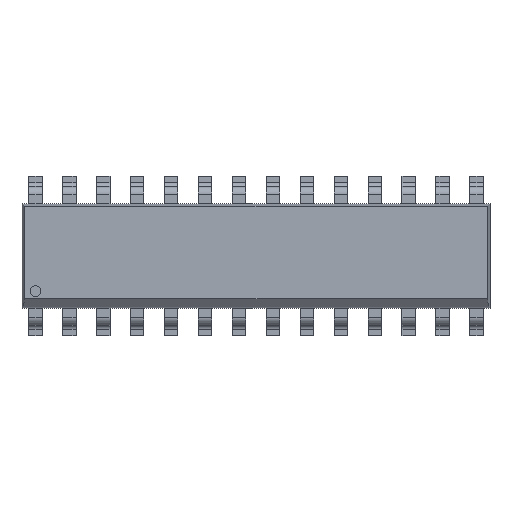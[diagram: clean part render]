
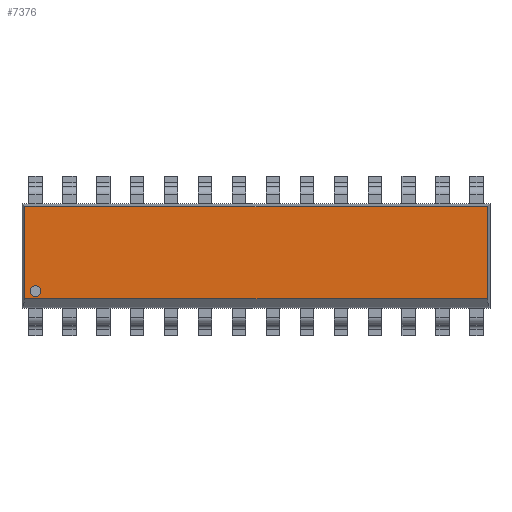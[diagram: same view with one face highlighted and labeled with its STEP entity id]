
A CAD part, top view. The second image highlights one B-rep face of the part: STEP entity #7376.
In plain terms, the highlighted planar face has unit normal (0, 0, 1).
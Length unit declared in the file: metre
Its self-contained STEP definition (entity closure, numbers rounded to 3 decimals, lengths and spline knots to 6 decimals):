
#415=CIRCLE('',#8373,0.0002);
#2449=ORIENTED_EDGE('',*,*,#3519,.T.);
#2450=ORIENTED_EDGE('',*,*,#3520,.T.);
#2451=ORIENTED_EDGE('',*,*,#3521,.T.);
#2452=ORIENTED_EDGE('',*,*,#3522,.T.);
#2453=ORIENTED_EDGE('',*,*,#3523,.T.);
#3519=EDGE_CURVE('',#4220,#4220,#415,.F.);
#3520=EDGE_CURVE('',#4221,#4222,#5028,.T.);
#3521=EDGE_CURVE('',#4222,#4223,#5029,.T.);
#3522=EDGE_CURVE('',#4223,#4224,#5030,.T.);
#3523=EDGE_CURVE('',#4224,#4221,#5031,.T.);
#4220=VERTEX_POINT('',#12657);
#4221=VERTEX_POINT('',#12659);
#4222=VERTEX_POINT('',#12660);
#4223=VERTEX_POINT('',#12662);
#4224=VERTEX_POINT('',#12664);
#5028=LINE('',#12658,#5843);
#5029=LINE('',#12661,#5844);
#5030=LINE('',#12663,#5845);
#5031=LINE('',#12665,#5846);
#5843=VECTOR('',#10485,1.);
#5844=VECTOR('',#10486,1.);
#5845=VECTOR('',#10487,1.);
#5846=VECTOR('',#10488,1.);
#6258=EDGE_LOOP('',(#2449));
#6259=EDGE_LOOP('',(#2450,#2451,#2452,#2453));
#6669=FACE_BOUND('',#6258,.T.);
#6670=FACE_BOUND('',#6259,.T.);
#6968=PLANE('',#8372);
#7376=ADVANCED_FACE('',(#6669,#6670),#6968,.T.);
#8372=AXIS2_PLACEMENT_3D('',#12655,#10481,#10482);
#8373=AXIS2_PLACEMENT_3D('',#12656,#10483,#10484);
#10481=DIRECTION('',(0.,0.,1.));
#10482=DIRECTION('',(1.,0.,0.));
#10483=DIRECTION('',(0.,0.,1.));
#10484=DIRECTION('',(1.,0.,0.));
#10485=DIRECTION('',(0.,-1.,0.));
#10486=DIRECTION('',(1.,0.,0.));
#10487=DIRECTION('',(0.,1.,0.));
#10488=DIRECTION('',(-1.,0.,0.));
#12655=CARTESIAN_POINT('',(0.,0.,0.00135));
#12656=CARTESIAN_POINT('',(-0.008255,-0.001315,0.00135));
#12657=CARTESIAN_POINT('',(-0.008055,-0.001315,0.00135));
#12658=CARTESIAN_POINT('',(-0.00866,-0.00195,0.00135));
#12659=CARTESIAN_POINT('',(-0.00866,0.00185,0.00135));
#12660=CARTESIAN_POINT('',(-0.00866,-0.0016,0.00135));
#12661=CARTESIAN_POINT('',(0.,-0.0016,0.00135));
#12662=CARTESIAN_POINT('',(0.00866,-0.0016,0.00135));
#12663=CARTESIAN_POINT('',(0.00866,0.,0.00135));
#12664=CARTESIAN_POINT('',(0.00866,0.00185,0.00135));
#12665=CARTESIAN_POINT('',(0.,0.00185,0.00135));
